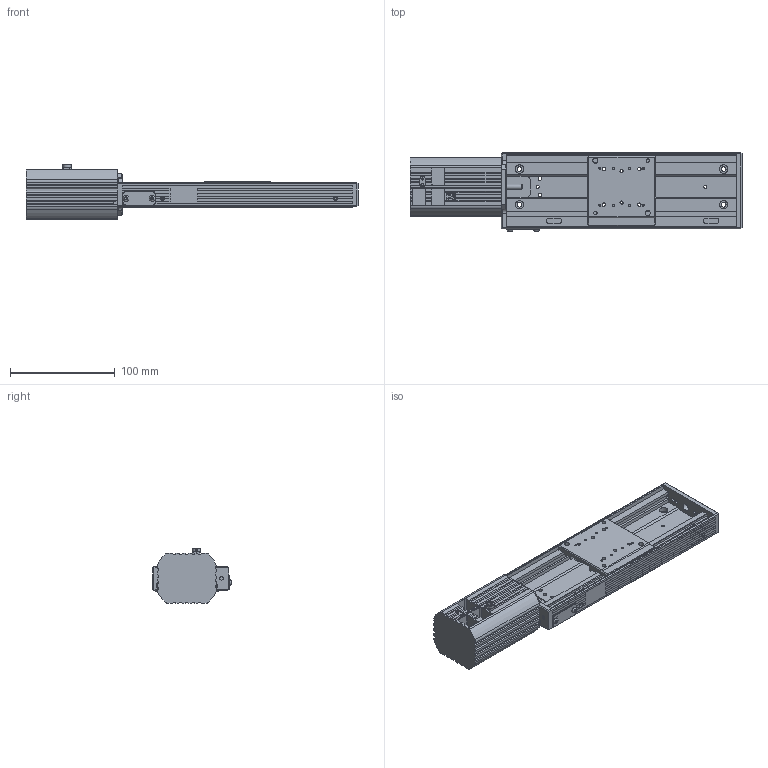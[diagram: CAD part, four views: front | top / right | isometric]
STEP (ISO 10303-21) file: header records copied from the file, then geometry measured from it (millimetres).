
FILE_DESCRIPTION((''),'2;1');
FILE_NAME('62309450.stp','2009-08-05T09:42:43',('pstiefvater'),(''),'Autodesk Inventor 2008','Autodesk Inventor 2008','');
FILE_SCHEMA(('AUTOMOTIVE_DESIGN { 1 0 10303 214 1 1 1 1 }'));
Length unit declared in the file: millimetre
Products named in the file (2): 62309450_; 62309450__19
Assembly tree (1 placements, depth 2):
  62309450_
    62309450__19
Bounding box: 317 x 74.8 x 52.25 mm (x, y, z)
Volume: 390306.1 mm3; surface area: 115961.8 mm2
Topology: 1 solids, 1 shells, 743 faces, 2052 edges, 1340 vertices
Faces by surface type: plane 523, cylinder 180, cone 26, bspline 10, sphere 4
Full cylindrical faces by diameter (mm): 0.8 x3, 1.4 x1, 1.567 x2, 2 x6, 2.013 x8, 2.459 x15, 2.8 x6, 3 x17, 3.242 x10, 3.4 x2, 3.5 x1, 4 x3, 4.5 x8, 4.917 x2, 5 x1, 5.5 x8, 5.7 x2, 6.5 x10, 7 x1, 8 x8, 10.5 x1, 22 x1
Entity records: 23096 total; most frequent: CARTESIAN_POINT 4841, DIRECTION 3660, ORIENTED_EDGE 3628, EDGE_CURVE 1814, VECTOR 1300, LINE 1300, VERTEX_POINT 1253, AXIS2_PLACEMENT_3D 1180
